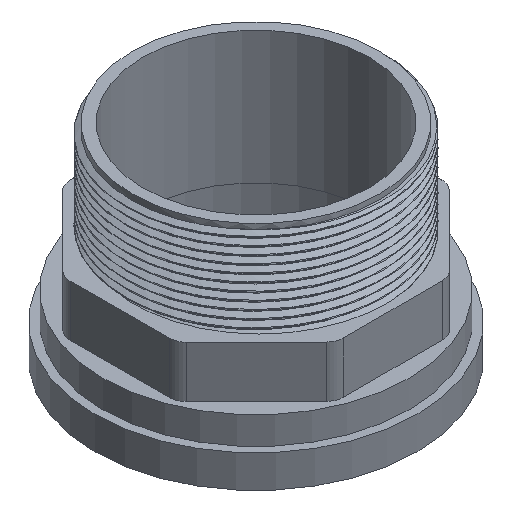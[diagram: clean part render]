
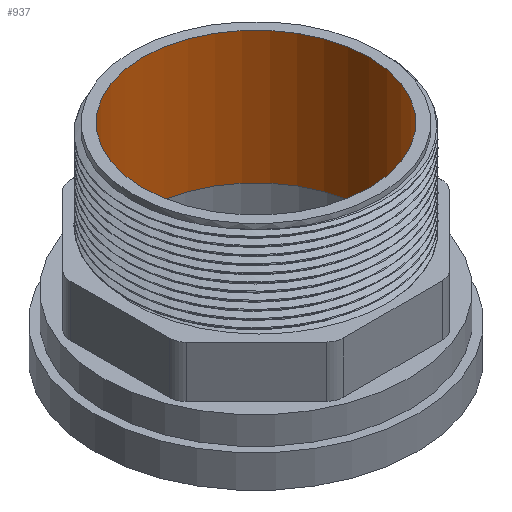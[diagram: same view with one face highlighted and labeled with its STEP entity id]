
A CAD part, isometric view. The second image highlights one B-rep face of the part: STEP entity #937.
In plain terms, the highlighted cylindrical face has radius 33.05 mm (diameter 66.1 mm), a full revolution.
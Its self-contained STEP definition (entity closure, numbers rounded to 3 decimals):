
#72=FACE_OUTER_BOUND('',#129,.T.);
#129=EDGE_LOOP('',(#777,#778,#779,#780));
#170=CIRCLE('',#1022,33.05);
#171=CIRCLE('',#1024,33.05);
#266=LINE('',#24505,#325);
#325=VECTOR('',#1197,33.05);
#426=VERTEX_POINT('',#24500);
#427=VERTEX_POINT('',#24503);
#550=EDGE_CURVE('',#426,#426,#170,.T.);
#551=EDGE_CURVE('',#427,#427,#171,.T.);
#552=EDGE_CURVE('',#427,#426,#266,.T.);
#777=ORIENTED_EDGE('',*,*,#551,.F.);
#778=ORIENTED_EDGE('',*,*,#552,.T.);
#779=ORIENTED_EDGE('',*,*,#550,.T.);
#780=ORIENTED_EDGE('',*,*,#552,.F.);
#894=CYLINDRICAL_SURFACE('',#1023,33.05);
#937=ADVANCED_FACE('',(#72),#894,.F.);
#1022=AXIS2_PLACEMENT_3D('',#24501,#1191,#1192);
#1023=AXIS2_PLACEMENT_3D('',#24502,#1193,#1194);
#1024=AXIS2_PLACEMENT_3D('',#24504,#1195,#1196);
#1191=DIRECTION('center_axis',(0.,0.,-1.));
#1192=DIRECTION('ref_axis',(0.,1.,0.));
#1193=DIRECTION('center_axis',(0.,0.,-1.));
#1194=DIRECTION('ref_axis',(0.,1.,0.));
#1195=DIRECTION('center_axis',(0.,0.,-1.));
#1196=DIRECTION('ref_axis',(0.,1.,0.));
#1197=DIRECTION('',(0.,0.,-1.));
#24500=CARTESIAN_POINT('',(0.,-33.05,21.2));
#24501=CARTESIAN_POINT('Origin',(0.,0.,21.2));
#24502=CARTESIAN_POINT('Origin',(0.,0.,64.507));
#24503=CARTESIAN_POINT('',(0.,-33.05,59.8));
#24504=CARTESIAN_POINT('Origin',(0.,0.,59.8));
#24505=CARTESIAN_POINT('',(0.,-33.05,64.507));
